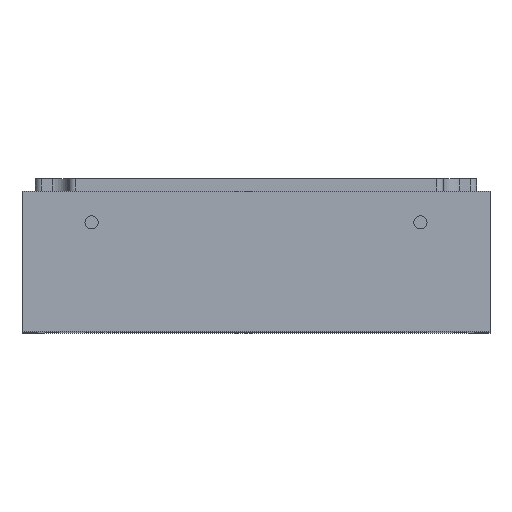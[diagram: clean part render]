
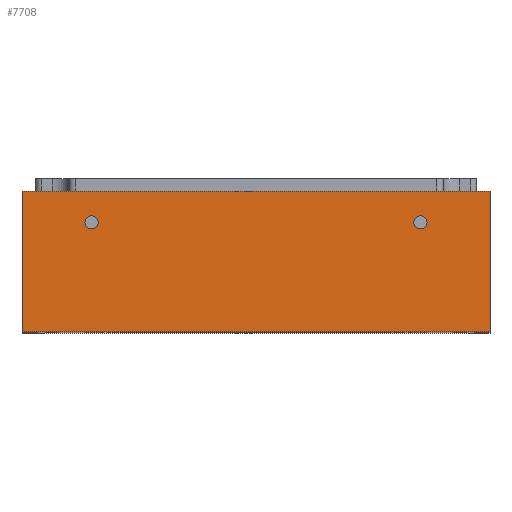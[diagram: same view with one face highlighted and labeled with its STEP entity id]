
A CAD part, top view. The second image highlights one B-rep face of the part: STEP entity #7708.
In plain terms, the highlighted planar face has unit normal (0, 0, 1).
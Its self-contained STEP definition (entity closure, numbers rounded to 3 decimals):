
#165=FACE_BOUND('',#1596,.T.);
#166=FACE_BOUND('',#1597,.T.);
#430=PLANE('',#8615);
#971=FACE_OUTER_BOUND('',#1595,.T.);
#1595=EDGE_LOOP('',(#6995,#6996,#6997,#6998));
#1596=EDGE_LOOP('',(#6999));
#1597=EDGE_LOOP('',(#7000));
#2076=LINE('',#14417,#2674);
#2113=LINE('',#14556,#2711);
#2182=LINE('',#14764,#2780);
#2189=LINE('',#14772,#2787);
#2674=VECTOR('',#10541,10.);
#2711=VECTOR('',#10726,10.);
#2780=VECTOR('',#10941,10.);
#2787=VECTOR('',#10950,10.);
#2804=CIRCLE('',#7733,2.1);
#2806=CIRCLE('',#7736,2.1);
#3211=VERTEX_POINT('',#11013);
#3213=VERTEX_POINT('',#11019);
#3794=VERTEX_POINT('',#14413);
#3795=VERTEX_POINT('',#14415);
#3822=VERTEX_POINT('',#14553);
#3823=VERTEX_POINT('',#14555);
#3890=EDGE_CURVE('',#3211,#3211,#2804,.T.);
#3893=EDGE_CURVE('',#3213,#3213,#2806,.T.);
#4756=EDGE_CURVE('',#3795,#3794,#2076,.T.);
#4813=EDGE_CURVE('',#3823,#3822,#2113,.T.);
#4916=EDGE_CURVE('',#3822,#3794,#2182,.T.);
#4923=EDGE_CURVE('',#3823,#3795,#2189,.T.);
#6995=ORIENTED_EDGE('',*,*,#4813,.T.);
#6996=ORIENTED_EDGE('',*,*,#4916,.T.);
#6997=ORIENTED_EDGE('',*,*,#4756,.F.);
#6998=ORIENTED_EDGE('',*,*,#4923,.F.);
#6999=ORIENTED_EDGE('',*,*,#3890,.T.);
#7000=ORIENTED_EDGE('',*,*,#3893,.T.);
#7708=ADVANCED_FACE('',(#971,#165,#166),#430,.T.);
#7733=AXIS2_PLACEMENT_3D('',#11014,#8629,#8630);
#7736=AXIS2_PLACEMENT_3D('',#11020,#8636,#8637);
#8615=AXIS2_PLACEMENT_3D('',#14796,#10986,#10987);
#8629=DIRECTION('center_axis',(0.,0.,-1.));
#8630=DIRECTION('ref_axis',(-1.,0.,0.));
#8636=DIRECTION('center_axis',(0.,0.,-1.));
#8637=DIRECTION('ref_axis',(-1.,0.,0.));
#10541=DIRECTION('',(1.,0.,0.));
#10726=DIRECTION('',(1.,0.,0.));
#10941=DIRECTION('',(0.,1.,0.));
#10950=DIRECTION('',(0.,1.,0.));
#10986=DIRECTION('center_axis',(0.,0.,1.));
#10987=DIRECTION('ref_axis',(1.,0.,0.));
#11013=CARTESIAN_POINT('',(54.908,130.313,-74.115));
#11014=CARTESIAN_POINT('Origin',(52.808,130.313,-74.115));
#11019=CARTESIAN_POINT('',(-50.092,130.313,-74.115));
#11020=CARTESIAN_POINT('Origin',(-52.192,130.313,-74.115));
#14413=CARTESIAN_POINT('',(75.008,140.313,-74.115));
#14415=CARTESIAN_POINT('',(-74.392,140.313,-74.115));
#14417=CARTESIAN_POINT('',(-74.392,140.313,-74.115));
#14553=CARTESIAN_POINT('',(75.008,95.313,-74.115));
#14555=CARTESIAN_POINT('',(-74.392,95.313,-74.115));
#14556=CARTESIAN_POINT('',(-74.392,95.313,-74.115));
#14764=CARTESIAN_POINT('',(75.008,95.313,-74.115));
#14772=CARTESIAN_POINT('',(-74.392,95.313,-74.115));
#14796=CARTESIAN_POINT('Origin',(-74.392,95.313,-74.115));
